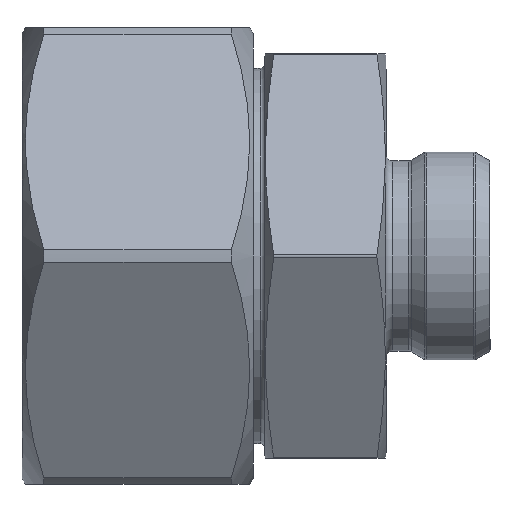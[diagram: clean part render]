
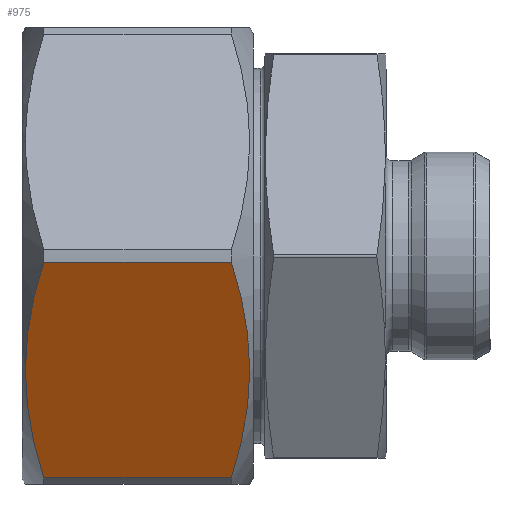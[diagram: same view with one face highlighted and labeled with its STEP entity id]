
A CAD part, front view. The second image highlights one B-rep face of the part: STEP entity #975.
In plain terms, the highlighted face is planar.
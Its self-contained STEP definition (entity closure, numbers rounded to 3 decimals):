
#803=LINE('',#3038,#827);
#806=LINE('',#3048,#830);
#827=VECTOR('',#2170,1.);
#830=VECTOR('',#2181,1.);
#868=PLANE('',#1946);
#895=FACE_OUTER_BOUND('',#1222,.T.);
#975=ADVANCED_FACE('',(#895),#868,.F.);
#1222=EDGE_LOOP('',(#1477,#1478,#1479,#1480));
#1477=ORIENTED_EDGE('',*,*,#1714,.T.);
#1478=ORIENTED_EDGE('',*,*,#1711,.T.);
#1479=ORIENTED_EDGE('',*,*,#1719,.T.);
#1480=ORIENTED_EDGE('',*,*,#1733,.T.);
#1589=VERTEX_POINT('',#3024);
#1590=VERTEX_POINT('',#3033);
#1592=VERTEX_POINT('',#3039);
#1595=VERTEX_POINT('',#3049);
#1711=EDGE_CURVE('',#1590,#1589,#1796,.T.);
#1714=EDGE_CURVE('',#1592,#1590,#803,.T.);
#1719=EDGE_CURVE('',#1589,#1595,#806,.T.);
#1733=EDGE_CURVE('',#1595,#1592,#1798,.T.);
#1796=B_SPLINE_CURVE_WITH_KNOTS('',3,(#3025,#3026,#3027,#3028,#3029,#3030,
#3031,#3032),.UNSPECIFIED.,.F.,.F.,(4,2,2,4),(0.,0.5,0.75,1.),
 .UNSPECIFIED.);
#1798=B_SPLINE_CURVE_WITH_KNOTS('',3,(#3082,#3083,#3084,#3085,#3086,#3087,
#3088,#3089),.UNSPECIFIED.,.F.,.F.,(4,2,2,4),(0.,0.5,0.75,1.),
 .UNSPECIFIED.);
#1946=AXIS2_PLACEMENT_3D('',#3243,#2257,#2258);
#2170=DIRECTION('',(-1.,0.,0.));
#2181=DIRECTION('',(1.,0.,0.));
#2257=DIRECTION('',(0.,0.5,0.866));
#2258=DIRECTION('',(0.,-0.866,0.5));
#3024=CARTESIAN_POINT('',(3.753,-1.08,-44.987));
#3025=CARTESIAN_POINT('',(3.753,-38.42,-23.429));
#3026=CARTESIAN_POINT('',(1.803,-32.313,-26.954));
#3027=CARTESIAN_POINT('',(0.584,-26.125,-30.527));
#3028=CARTESIAN_POINT('',(0.574,-16.639,-36.004));
#3029=CARTESIAN_POINT('',(0.873,-13.461,-37.839));
#3030=CARTESIAN_POINT('',(1.976,-7.222,-41.441));
#3031=CARTESIAN_POINT('',(2.776,-4.139,-43.221));
#3032=CARTESIAN_POINT('',(3.753,-1.08,-44.987));
#3033=CARTESIAN_POINT('',(3.753,-38.42,-23.429));
#3038=CARTESIAN_POINT('',(0.,-38.42,-23.429));
#3039=CARTESIAN_POINT('',(36.247,-38.42,-23.429));
#3048=CARTESIAN_POINT('',(0.,-1.08,-44.987));
#3049=CARTESIAN_POINT('',(36.247,-1.08,-44.987));
#3082=CARTESIAN_POINT('',(36.247,-1.08,-44.987));
#3083=CARTESIAN_POINT('',(38.197,-7.187,-41.462));
#3084=CARTESIAN_POINT('',(39.416,-13.375,-37.889));
#3085=CARTESIAN_POINT('',(39.426,-22.861,-32.412));
#3086=CARTESIAN_POINT('',(39.127,-26.039,-30.577));
#3087=CARTESIAN_POINT('',(38.024,-32.278,-26.975));
#3088=CARTESIAN_POINT('',(37.224,-35.361,-25.195));
#3089=CARTESIAN_POINT('',(36.247,-38.42,-23.429));
#3243=CARTESIAN_POINT('',(40.,-39.5,-22.805));
